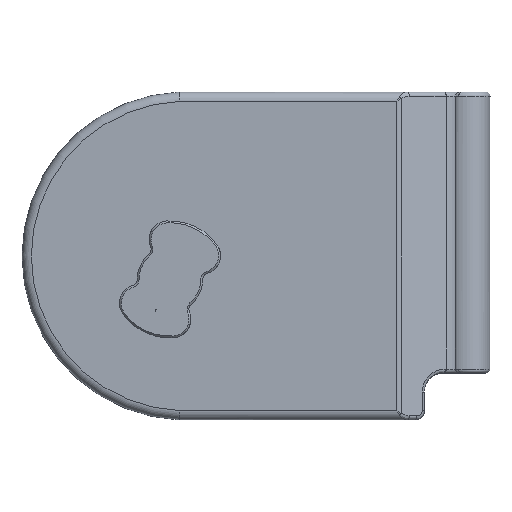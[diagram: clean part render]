
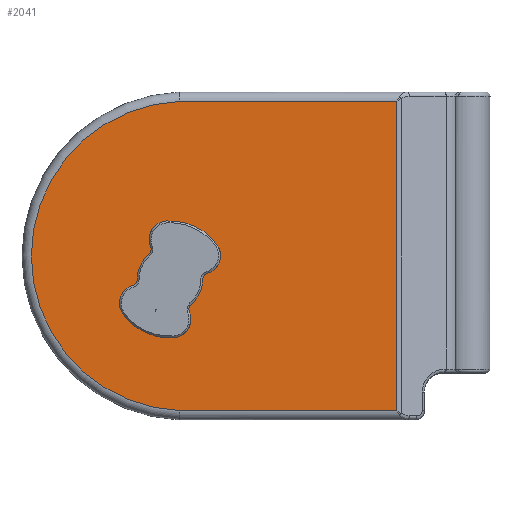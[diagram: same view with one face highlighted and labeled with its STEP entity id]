
A CAD part, left-side view. The second image highlights one B-rep face of the part: STEP entity #2041.
In plain terms, the highlighted planar face has unit normal (-1, 0, 0).
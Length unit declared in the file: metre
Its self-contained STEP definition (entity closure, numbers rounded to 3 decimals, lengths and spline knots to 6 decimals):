
#147=PLANE('',#2219);
#166=CIRCLE('',#2184,0.0007);
#168=CIRCLE('',#2187,0.002);
#170=CIRCLE('',#2190,0.002);
#172=CIRCLE('',#2193,0.002);
#174=CIRCLE('',#2196,0.0007);
#176=CIRCLE('',#2199,0.002);
#178=CIRCLE('',#2202,0.002);
#180=CIRCLE('',#2205,0.0007);
#186=CIRCLE('',#2214,0.002);
#188=CIRCLE('',#2217,0.0007);
#190=CIRCLE('',#2220,0.016515);
#191=CIRCLE('',#2221,0.0035);
#192=CIRCLE('',#2222,0.00165);
#193=CIRCLE('',#2223,0.00165);
#194=CIRCLE('',#2224,0.0035);
#195=CIRCLE('',#2225,0.00165);
#196=CIRCLE('',#2226,0.00165);
#375=ORIENTED_EDGE('',*,*,#1016,.F.);
#376=ORIENTED_EDGE('',*,*,#1017,.F.);
#377=ORIENTED_EDGE('',*,*,#1018,.F.);
#378=ORIENTED_EDGE('',*,*,#1019,.F.);
#379=ORIENTED_EDGE('',*,*,#985,.T.);
#380=ORIENTED_EDGE('',*,*,#989,.F.);
#381=ORIENTED_EDGE('',*,*,#1020,.T.);
#382=ORIENTED_EDGE('',*,*,#1013,.F.);
#383=ORIENTED_EDGE('',*,*,#1010,.T.);
#384=ORIENTED_EDGE('',*,*,#1021,.F.);
#385=ORIENTED_EDGE('',*,*,#992,.F.);
#386=ORIENTED_EDGE('',*,*,#1022,.F.);
#387=ORIENTED_EDGE('',*,*,#996,.T.);
#388=ORIENTED_EDGE('',*,*,#1000,.F.);
#389=ORIENTED_EDGE('',*,*,#1023,.T.);
#390=ORIENTED_EDGE('',*,*,#974,.F.);
#391=ORIENTED_EDGE('',*,*,#978,.T.);
#392=ORIENTED_EDGE('',*,*,#1024,.F.);
#393=ORIENTED_EDGE('',*,*,#981,.F.);
#394=ORIENTED_EDGE('',*,*,#1025,.F.);
#974=EDGE_CURVE('',#1297,#1298,#166,.T.);
#978=EDGE_CURVE('',#1297,#1300,#168,.T.);
#981=EDGE_CURVE('',#1302,#1304,#170,.T.);
#985=EDGE_CURVE('',#1308,#1307,#172,.T.);
#989=EDGE_CURVE('',#1311,#1307,#174,.T.);
#992=EDGE_CURVE('',#1312,#1314,#176,.T.);
#996=EDGE_CURVE('',#1318,#1317,#178,.T.);
#1000=EDGE_CURVE('',#1321,#1317,#180,.T.);
#1010=EDGE_CURVE('',#1330,#1328,#186,.T.);
#1013=EDGE_CURVE('',#1330,#1332,#188,.T.);
#1016=EDGE_CURVE('',#1334,#1335,#1500,.T.);
#1017=EDGE_CURVE('',#1336,#1334,#1501,.T.);
#1018=EDGE_CURVE('',#1337,#1336,#1502,.F.);
#1019=EDGE_CURVE('',#1335,#1337,#190,.F.);
#1020=EDGE_CURVE('',#1311,#1332,#191,.F.);
#1021=EDGE_CURVE('',#1314,#1328,#192,.T.);
#1022=EDGE_CURVE('',#1318,#1312,#193,.T.);
#1023=EDGE_CURVE('',#1321,#1298,#194,.F.);
#1024=EDGE_CURVE('',#1304,#1300,#195,.T.);
#1025=EDGE_CURVE('',#1308,#1302,#196,.T.);
#1297=VERTEX_POINT('',#3177);
#1298=VERTEX_POINT('',#3179);
#1300=VERTEX_POINT('',#3185);
#1302=VERTEX_POINT('',#3191);
#1304=VERTEX_POINT('',#3194);
#1307=VERTEX_POINT('',#3201);
#1308=VERTEX_POINT('',#3203);
#1311=VERTEX_POINT('',#3210);
#1312=VERTEX_POINT('',#3215);
#1314=VERTEX_POINT('',#3218);
#1317=VERTEX_POINT('',#3225);
#1318=VERTEX_POINT('',#3227);
#1321=VERTEX_POINT('',#3234);
#1328=VERTEX_POINT('',#3254);
#1330=VERTEX_POINT('',#3257);
#1332=VERTEX_POINT('',#3263);
#1334=VERTEX_POINT('',#3269);
#1335=VERTEX_POINT('',#3270);
#1336=VERTEX_POINT('',#3272);
#1337=VERTEX_POINT('',#3274);
#1500=LINE('',#3268,#1609);
#1501=LINE('',#3271,#1610);
#1502=LINE('',#3273,#1611);
#1609=VECTOR('',#2577,1.);
#1610=VECTOR('',#2578,1.);
#1611=VECTOR('',#2579,1.);
#1709=EDGE_LOOP('',(#375,#376,#377,#378));
#1710=EDGE_LOOP('',(#379,#380,#381,#382,#383,#384,#385,#386,#387,#388,#389,
#390,#391,#392,#393,#394));
#1849=FACE_BOUND('',#1709,.T.);
#1850=FACE_BOUND('',#1710,.T.);
#2041=ADVANCED_FACE('',(#1849,#1850),#147,.F.);
#2184=AXIS2_PLACEMENT_3D('',#3178,#2487,#2488);
#2187=AXIS2_PLACEMENT_3D('',#3187,#2495,#2496);
#2190=AXIS2_PLACEMENT_3D('',#3193,#2502,#2503);
#2193=AXIS2_PLACEMENT_3D('',#3202,#2510,#2511);
#2196=AXIS2_PLACEMENT_3D('',#3211,#2518,#2519);
#2199=AXIS2_PLACEMENT_3D('',#3217,#2525,#2526);
#2202=AXIS2_PLACEMENT_3D('',#3226,#2533,#2534);
#2205=AXIS2_PLACEMENT_3D('',#3235,#2541,#2542);
#2214=AXIS2_PLACEMENT_3D('',#3256,#2563,#2564);
#2217=AXIS2_PLACEMENT_3D('',#3262,#2570,#2571);
#2219=AXIS2_PLACEMENT_3D('',#3267,#2575,#2576);
#2220=AXIS2_PLACEMENT_3D('',#3275,#2580,#2581);
#2221=AXIS2_PLACEMENT_3D('',#3276,#2582,#2583);
#2222=AXIS2_PLACEMENT_3D('',#3277,#2584,#2585);
#2223=AXIS2_PLACEMENT_3D('',#3278,#2586,#2587);
#2224=AXIS2_PLACEMENT_3D('',#3279,#2588,#2589);
#2225=AXIS2_PLACEMENT_3D('',#3280,#2590,#2591);
#2226=AXIS2_PLACEMENT_3D('',#3281,#2592,#2593);
#2487=DIRECTION('',(1.,0.,0.));
#2488=DIRECTION('',(0.,1.,0.));
#2495=DIRECTION('',(1.,0.,0.));
#2496=DIRECTION('',(0.,1.,0.));
#2502=DIRECTION('',(1.,0.,0.));
#2503=DIRECTION('',(0.,1.,0.));
#2510=DIRECTION('',(1.,0.,0.));
#2511=DIRECTION('',(0.,1.,0.));
#2518=DIRECTION('',(1.,0.,0.));
#2519=DIRECTION('',(0.,1.,0.));
#2525=DIRECTION('',(1.,0.,0.));
#2526=DIRECTION('',(0.,1.,0.));
#2533=DIRECTION('',(1.,0.,0.));
#2534=DIRECTION('',(0.,1.,0.));
#2541=DIRECTION('',(1.,0.,0.));
#2542=DIRECTION('',(0.,1.,0.));
#2563=DIRECTION('',(1.,0.,0.));
#2564=DIRECTION('',(0.,1.,0.));
#2570=DIRECTION('',(1.,0.,0.));
#2571=DIRECTION('',(0.,1.,0.));
#2575=DIRECTION('',(1.,0.,0.));
#2576=DIRECTION('',(0.,-1.,0.));
#2577=DIRECTION('',(0.,1.,0.));
#2578=DIRECTION('',(0.,0.,-1.));
#2579=DIRECTION('',(0.,1.,0.));
#2580=DIRECTION('',(-1.,0.,0.));
#2581=DIRECTION('',(0.,-1.,0.));
#2582=DIRECTION('',(-1.,0.,0.));
#2583=DIRECTION('',(0.,-1.,0.));
#2584=DIRECTION('',(-1.,0.,0.));
#2585=DIRECTION('',(0.,-1.,0.));
#2586=DIRECTION('',(-1.,0.,0.));
#2587=DIRECTION('',(0.,-1.,0.));
#2588=DIRECTION('',(-1.,0.,0.));
#2589=DIRECTION('',(0.,-1.,0.));
#2590=DIRECTION('',(-1.,0.,0.));
#2591=DIRECTION('',(0.,-1.,0.));
#2592=DIRECTION('',(-1.,0.,0.));
#2593=DIRECTION('',(0.,-1.,0.));
#3177=CARTESIAN_POINT('',(0.000611,0.029433,0.018472));
#3178=CARTESIAN_POINT('',(0.000611,0.030078,0.018202));
#3179=CARTESIAN_POINT('',(0.000611,0.029625,0.017668));
#3185=CARTESIAN_POINT('',(0.000611,0.028759,0.020865));
#3187=CARTESIAN_POINT('',(0.000611,0.027588,0.019244));
#3191=CARTESIAN_POINT('',(0.000611,0.024017,0.019178));
#3193=CARTESIAN_POINT('',(0.000611,0.024507,0.021118));
#3194=CARTESIAN_POINT('',(0.000611,0.026308,0.020246));
#3201=CARTESIAN_POINT('',(0.000611,0.023368,0.015644));
#3202=CARTESIAN_POINT('',(0.000611,0.023962,0.017553));
#3203=CARTESIAN_POINT('',(0.000611,0.021968,0.017698));
#3210=CARTESIAN_POINT('',(0.000611,0.02386,0.01498));
#3211=CARTESIAN_POINT('',(0.000611,0.02316,0.014975));
#3215=CARTESIAN_POINT('',(0.000611,0.030702,0.010822));
#3217=CARTESIAN_POINT('',(0.000611,0.030213,0.008882));
#3218=CARTESIAN_POINT('',(0.000611,0.028412,0.009754));
#3225=CARTESIAN_POINT('',(0.000611,0.031352,0.014356));
#3226=CARTESIAN_POINT('',(0.000611,0.030757,0.012447));
#3227=CARTESIAN_POINT('',(0.000611,0.032752,0.012302));
#3234=CARTESIAN_POINT('',(0.000611,0.03086,0.01502));
#3235=CARTESIAN_POINT('',(0.000611,0.03156,0.015025));
#3254=CARTESIAN_POINT('',(0.000611,0.025961,0.009135));
#3256=CARTESIAN_POINT('',(0.000611,0.027132,0.010756));
#3257=CARTESIAN_POINT('',(0.000611,0.025287,0.011528));
#3262=CARTESIAN_POINT('',(0.000611,0.024641,0.011798));
#3263=CARTESIAN_POINT('',(0.000611,0.025095,0.012332));
#3267=CARTESIAN_POINT('',(0.000611,0.024207,0.035));
#3268=CARTESIAN_POINT('',(0.000611,0.024207,0.001));
#3269=CARTESIAN_POINT('',(0.000611,0.003155,0.001));
#3270=CARTESIAN_POINT('',(0.000611,0.026339,0.001));
#3271=CARTESIAN_POINT('',(0.000611,0.003155,0.035));
#3272=CARTESIAN_POINT('',(0.000611,0.003155,0.034));
#3273=CARTESIAN_POINT('',(0.000611,0.003786,0.034));
#3274=CARTESIAN_POINT('',(0.000611,0.026339,0.034));
#3275=CARTESIAN_POINT('',(0.000611,0.025635,0.0175));
#3276=CARTESIAN_POINT('',(0.000611,0.02736,0.015));
#3277=CARTESIAN_POINT('',(0.000611,0.026927,0.010472));
#3278=CARTESIAN_POINT('',(0.000611,0.031106,0.012421));
#3279=CARTESIAN_POINT('',(0.000611,0.02736,0.015));
#3280=CARTESIAN_POINT('',(0.000611,0.027793,0.019528));
#3281=CARTESIAN_POINT('',(0.000611,0.023613,0.017579));
